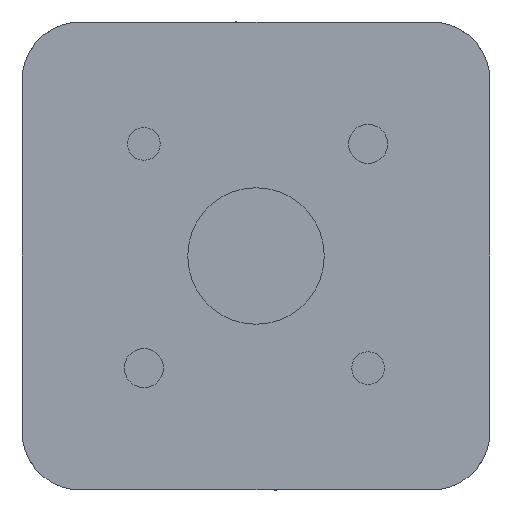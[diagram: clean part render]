
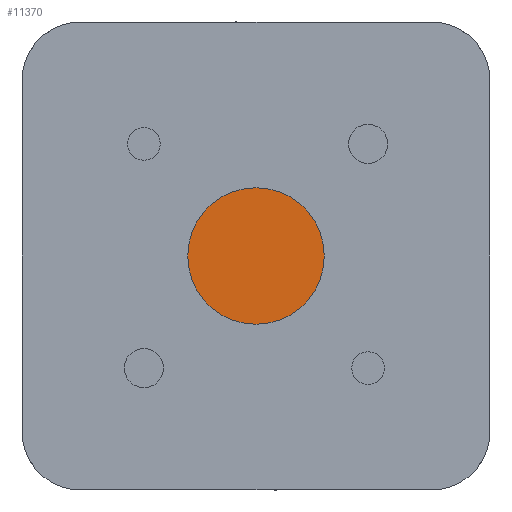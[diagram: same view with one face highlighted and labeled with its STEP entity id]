
A CAD part, left-side view. The second image highlights one B-rep face of the part: STEP entity #11370.
In plain terms, the highlighted face is planar.
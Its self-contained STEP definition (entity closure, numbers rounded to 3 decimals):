
#266 = CARTESIAN_POINT ( 'NONE',  ( 12., 6.5, 0. ) ) ;
#270 = PLANE ( 'NONE',  #6344 ) ;
#277 = DIRECTION ( 'NONE',  ( -1., 0., 0. ) ) ;
#278 = DIRECTION ( 'NONE',  ( 0., 0., 1. ) ) ;
#4287 = CARTESIAN_POINT ( 'NONE',  ( 12., 0., 0. ) ) ;
#4293 = DIRECTION ( 'NONE',  ( -1., 0., 0. ) ) ;
#4294 = DIRECTION ( 'NONE',  ( 0., 0., 1. ) ) ;
#4588 = CARTESIAN_POINT ( 'NONE',  ( 12., 0., 0. ) ) ;
#4590 = DIRECTION ( 'NONE',  ( -1., 0., 0. ) ) ;
#4591 = DIRECTION ( 'NONE',  ( 0., 0., 1. ) ) ;
#5337 = CIRCLE ( 'NONE', #6104, 14. ) ;
#5522 = CIRCLE ( 'NONE', #6148, 14. ) ;
#5835 = FACE_OUTER_BOUND ( 'NONE', #8579, .T. ) ;
#6104 = AXIS2_PLACEMENT_3D ( 'NONE', #4287, #4293, #4294 ) ;
#6148 = AXIS2_PLACEMENT_3D ( 'NONE', #4588, #4590, #4591 ) ;
#6344 = AXIS2_PLACEMENT_3D ( 'NONE', #266, #277, #278 ) ;
#6622 = VERTEX_POINT ( 'NONE', #7231 ) ;
#6623 = VERTEX_POINT ( 'NONE', #7232 ) ;
#7231 = CARTESIAN_POINT ( 'NONE',  ( 12., 0., -14. ) ) ;
#7232 = CARTESIAN_POINT ( 'NONE',  ( 12., 0., 14. ) ) ;
#8579 = EDGE_LOOP ( 'NONE', ( #9115, #9116 ) ) ;
#9115 = ORIENTED_EDGE ( 'NONE', *, *, #10855, .F. ) ;
#9116 = ORIENTED_EDGE ( 'NONE', *, *, #10975, .F. ) ;
#10855 = EDGE_CURVE ( 'NONE', #6623, #6622, #5337, .T. ) ;
#10975 = EDGE_CURVE ( 'NONE', #6622, #6623, #5522, .T. ) ;
#11370 = ADVANCED_FACE ( 'NONE', ( #5835 ), #270, .F. ) ;
